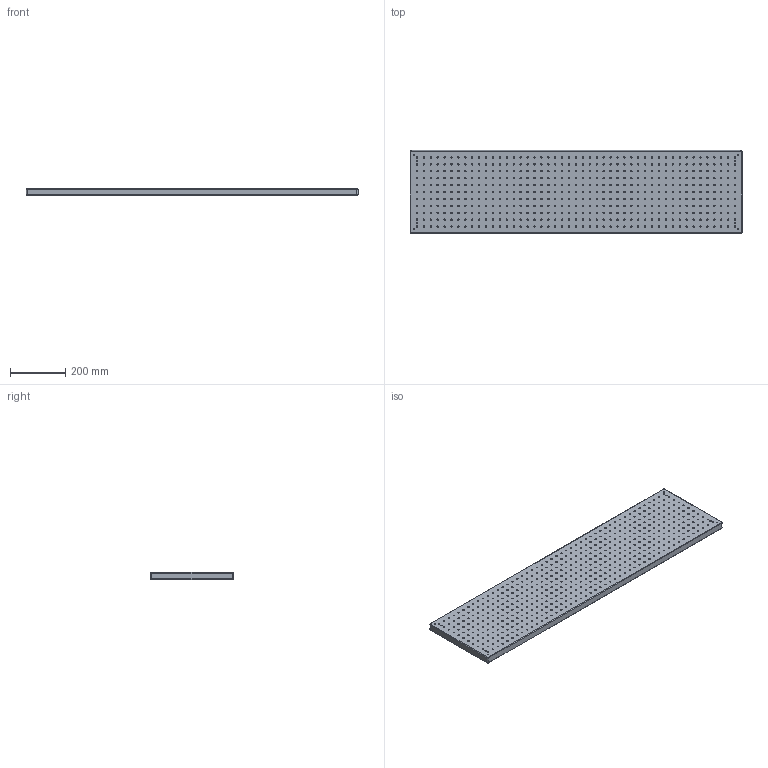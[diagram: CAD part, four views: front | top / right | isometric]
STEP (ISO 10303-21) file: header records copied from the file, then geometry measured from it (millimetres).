
FILE_DESCRIPTION (( 'STEP AP203' ), '1' );
FILE_NAME ('BR0312-1M.STEP', '2016-05-19T08:59:38', ( '' ), ( '' ), 'SwSTEP 2.0', 'SolidWorks 2016', '' );
FILE_SCHEMA (( 'CONFIG_CONTROL_DESIGN' ));
Length unit declared in the file: millimetre
Products named in the file (1): BR0312-1M
Bounding box: 1200 x 300 x 25.4 mm (x, y, z)
Volume: 8877172.2 mm3; surface area: 979329 mm2
Topology: 1 solids, 1 shells, 1088 faces, 3230 edges, 2148 vertices
Faces by surface type: cylinder 1070, plane 10, torus 8
Entity records: 39951 total; most frequent: DIRECTION 7556, CARTESIAN_POINT 6467, ORIENTED_EDGE 6460, AXIS2_PLACEMENT_3D 3237, EDGE_CURVE 3230, VERTEX_POINT 2148, CIRCLE 2148, EDGE_LOOP 2142
